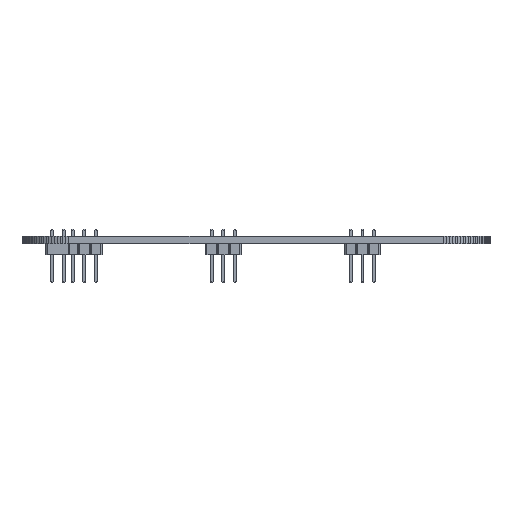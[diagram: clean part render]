
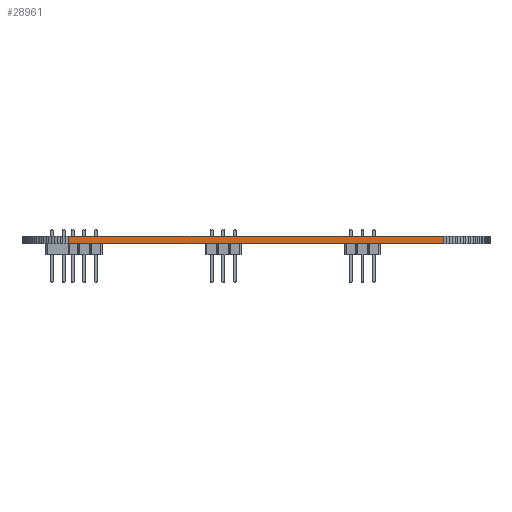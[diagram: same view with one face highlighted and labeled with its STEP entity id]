
A CAD part, front view. The second image highlights one B-rep face of the part: STEP entity #28961.
In plain terms, the highlighted planar face has unit normal (0, -1, 0).
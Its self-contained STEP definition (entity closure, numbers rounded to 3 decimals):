
#20893 = PLANE('',#20894);
#20894 = AXIS2_PLACEMENT_3D('',#20895,#20896,#20897);
#20895 = CARTESIAN_POINT('',(149.593,-102.31,1.6));
#20896 = DIRECTION('',(-0.,-0.,-1.));
#20897 = DIRECTION('',(-1.,0.,0.));
#20947 = PLANE('',#20948);
#20948 = AXIS2_PLACEMENT_3D('',#20949,#20950,#20951);
#20949 = CARTESIAN_POINT('',(149.593,-102.31,0.));
#20950 = DIRECTION('',(-0.,-0.,-1.));
#20951 = DIRECTION('',(-1.,0.,0.));
#21840 = VERTEX_POINT('',#21841);
#21841 = CARTESIAN_POINT('',(192.,-148.85,0.));
#21855 = PLANE('',#21856);
#21856 = AXIS2_PLACEMENT_3D('',#21857,#21858,#21859);
#21857 = CARTESIAN_POINT('',(192.628,-148.83,0.));
#21858 = DIRECTION('',(0.031,-1.,0.));
#21859 = DIRECTION('',(-1.,-0.031,0.));
#21867 = EDGE_CURVE('',#21840,#21868,#21870,.T.);
#21868 = VERTEX_POINT('',#21869);
#21869 = CARTESIAN_POINT('',(111.075,-148.85,0.));
#21870 = SURFACE_CURVE('',#21871,(#21875,#21882),.PCURVE_S1.);
#21871 = LINE('',#21872,#21873);
#21872 = CARTESIAN_POINT('',(192.,-148.85,0.));
#21873 = VECTOR('',#21874,1.);
#21874 = DIRECTION('',(-1.,0.,0.));
#21875 = PCURVE('',#20947,#21876);
#21876 = DEFINITIONAL_REPRESENTATION('',(#21877),#21881);
#21877 = LINE('',#21878,#21879);
#21878 = CARTESIAN_POINT('',(-42.406,-46.54));
#21879 = VECTOR('',#21880,1.);
#21880 = DIRECTION('',(1.,0.));
#21881 = ( GEOMETRIC_REPRESENTATION_CONTEXT(2) 
PARAMETRIC_REPRESENTATION_CONTEXT() REPRESENTATION_CONTEXT('2D SPACE',''
  ) );
#21882 = PCURVE('',#21883,#21888);
#21883 = PLANE('',#21884);
#21884 = AXIS2_PLACEMENT_3D('',#21885,#21886,#21887);
#21885 = CARTESIAN_POINT('',(192.,-148.85,0.));
#21886 = DIRECTION('',(0.,-1.,0.));
#21887 = DIRECTION('',(-1.,0.,0.));
#21888 = DEFINITIONAL_REPRESENTATION('',(#21889),#21893);
#21889 = LINE('',#21890,#21891);
#21890 = CARTESIAN_POINT('',(0.,-0.));
#21891 = VECTOR('',#21892,1.);
#21892 = DIRECTION('',(1.,0.));
#21893 = ( GEOMETRIC_REPRESENTATION_CONTEXT(2) 
PARAMETRIC_REPRESENTATION_CONTEXT() REPRESENTATION_CONTEXT('2D SPACE',''
  ) );
#21911 = PLANE('',#21912);
#21912 = AXIS2_PLACEMENT_3D('',#21913,#21914,#21915);
#21913 = CARTESIAN_POINT('',(111.075,-148.85,0.));
#21914 = DIRECTION('',(-0.031,-1.,0.));
#21915 = DIRECTION('',(-1.,0.031,0.));
#25188 = VERTEX_POINT('',#25189);
#25189 = CARTESIAN_POINT('',(192.,-148.85,1.6));
#25210 = EDGE_CURVE('',#25188,#25211,#25213,.T.);
#25211 = VERTEX_POINT('',#25212);
#25212 = CARTESIAN_POINT('',(111.075,-148.85,1.6));
#25213 = SURFACE_CURVE('',#25214,(#25218,#25225),.PCURVE_S1.);
#25214 = LINE('',#25215,#25216);
#25215 = CARTESIAN_POINT('',(192.,-148.85,1.6));
#25216 = VECTOR('',#25217,1.);
#25217 = DIRECTION('',(-1.,0.,0.));
#25218 = PCURVE('',#20893,#25219);
#25219 = DEFINITIONAL_REPRESENTATION('',(#25220),#25224);
#25220 = LINE('',#25221,#25222);
#25221 = CARTESIAN_POINT('',(-42.406,-46.54));
#25222 = VECTOR('',#25223,1.);
#25223 = DIRECTION('',(1.,0.));
#25224 = ( GEOMETRIC_REPRESENTATION_CONTEXT(2) 
PARAMETRIC_REPRESENTATION_CONTEXT() REPRESENTATION_CONTEXT('2D SPACE',''
  ) );
#25225 = PCURVE('',#21883,#25226);
#25226 = DEFINITIONAL_REPRESENTATION('',(#25227),#25231);
#25227 = LINE('',#25228,#25229);
#25228 = CARTESIAN_POINT('',(0.,-1.6));
#25229 = VECTOR('',#25230,1.);
#25230 = DIRECTION('',(1.,0.));
#25231 = ( GEOMETRIC_REPRESENTATION_CONTEXT(2) 
PARAMETRIC_REPRESENTATION_CONTEXT() REPRESENTATION_CONTEXT('2D SPACE',''
  ) );
#28913 = EDGE_CURVE('',#21840,#25188,#28914,.T.);
#28914 = SURFACE_CURVE('',#28915,(#28919,#28926),.PCURVE_S1.);
#28915 = LINE('',#28916,#28917);
#28916 = CARTESIAN_POINT('',(192.,-148.85,0.));
#28917 = VECTOR('',#28918,1.);
#28918 = DIRECTION('',(0.,0.,1.));
#28919 = PCURVE('',#21855,#28920);
#28920 = DEFINITIONAL_REPRESENTATION('',(#28921),#28925);
#28921 = LINE('',#28922,#28923);
#28922 = CARTESIAN_POINT('',(0.628,0.));
#28923 = VECTOR('',#28924,1.);
#28924 = DIRECTION('',(0.,-1.));
#28925 = ( GEOMETRIC_REPRESENTATION_CONTEXT(2) 
PARAMETRIC_REPRESENTATION_CONTEXT() REPRESENTATION_CONTEXT('2D SPACE',''
  ) );
#28926 = PCURVE('',#21883,#28927);
#28927 = DEFINITIONAL_REPRESENTATION('',(#28928),#28932);
#28928 = LINE('',#28929,#28930);
#28929 = CARTESIAN_POINT('',(0.,-0.));
#28930 = VECTOR('',#28931,1.);
#28931 = DIRECTION('',(0.,-1.));
#28932 = ( GEOMETRIC_REPRESENTATION_CONTEXT(2) 
PARAMETRIC_REPRESENTATION_CONTEXT() REPRESENTATION_CONTEXT('2D SPACE',''
  ) );
#28961 = ADVANCED_FACE('',(#28962),#21883,.T.);
#28962 = FACE_BOUND('',#28963,.T.);
#28963 = EDGE_LOOP('',(#28964,#28965,#28966,#28987));
#28964 = ORIENTED_EDGE('',*,*,#28913,.T.);
#28965 = ORIENTED_EDGE('',*,*,#25210,.T.);
#28966 = ORIENTED_EDGE('',*,*,#28967,.F.);
#28967 = EDGE_CURVE('',#21868,#25211,#28968,.T.);
#28968 = SURFACE_CURVE('',#28969,(#28973,#28980),.PCURVE_S1.);
#28969 = LINE('',#28970,#28971);
#28970 = CARTESIAN_POINT('',(111.075,-148.85,0.));
#28971 = VECTOR('',#28972,1.);
#28972 = DIRECTION('',(0.,0.,1.));
#28973 = PCURVE('',#21883,#28974);
#28974 = DEFINITIONAL_REPRESENTATION('',(#28975),#28979);
#28975 = LINE('',#28976,#28977);
#28976 = CARTESIAN_POINT('',(80.925,0.));
#28977 = VECTOR('',#28978,1.);
#28978 = DIRECTION('',(0.,-1.));
#28979 = ( GEOMETRIC_REPRESENTATION_CONTEXT(2) 
PARAMETRIC_REPRESENTATION_CONTEXT() REPRESENTATION_CONTEXT('2D SPACE',''
  ) );
#28980 = PCURVE('',#21911,#28981);
#28981 = DEFINITIONAL_REPRESENTATION('',(#28982),#28986);
#28982 = LINE('',#28983,#28984);
#28983 = CARTESIAN_POINT('',(0.,0.));
#28984 = VECTOR('',#28985,1.);
#28985 = DIRECTION('',(0.,-1.));
#28986 = ( GEOMETRIC_REPRESENTATION_CONTEXT(2) 
PARAMETRIC_REPRESENTATION_CONTEXT() REPRESENTATION_CONTEXT('2D SPACE',''
  ) );
#28987 = ORIENTED_EDGE('',*,*,#21867,.F.);
